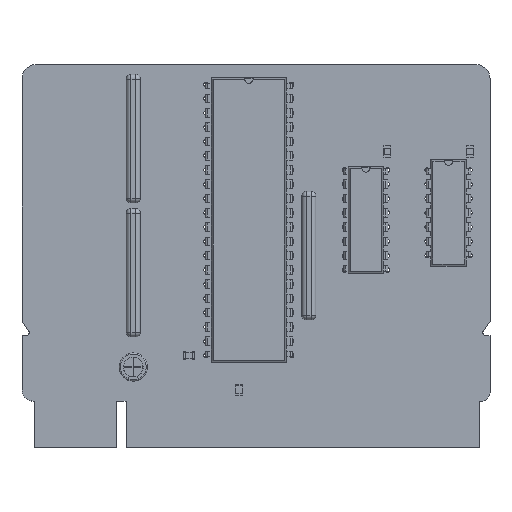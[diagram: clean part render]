
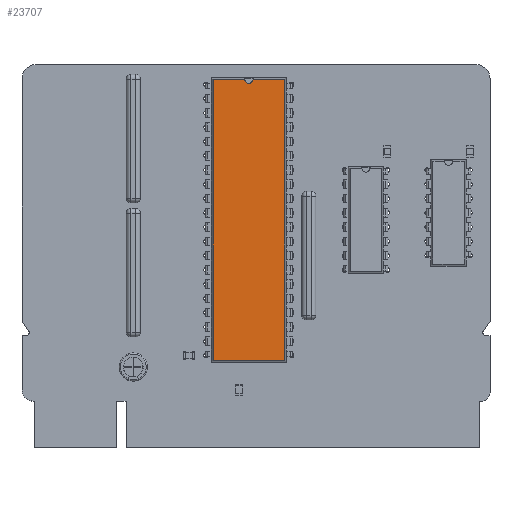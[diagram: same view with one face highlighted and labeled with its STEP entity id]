
A CAD part, top view. The second image highlights one B-rep face of the part: STEP entity #23707.
In plain terms, the highlighted planar face has unit normal (0, 0, 1).
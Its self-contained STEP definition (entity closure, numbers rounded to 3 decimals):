
#15283 = VERTEX_POINT('',#15284);
#15284 = CARTESIAN_POINT('',(13.952,0.871,3.68));
#15289 = EDGE_CURVE('',#15290,#15283,#15292,.T.);
#15290 = VERTEX_POINT('',#15291);
#15291 = CARTESIAN_POINT('',(13.952,-49.131,3.68));
#15292 = LINE('',#15293,#15294);
#15293 = CARTESIAN_POINT('',(13.952,-49.131,3.68));
#15294 = VECTOR('',#15295,1.);
#15295 = DIRECTION('',(0.,1.,0.));
#19249 = VERTEX_POINT('',#19250);
#19250 = CARTESIAN_POINT('',(1.288,0.871,3.68));
#19255 = EDGE_CURVE('',#19256,#19249,#19258,.T.);
#19256 = VERTEX_POINT('',#19257);
#19257 = CARTESIAN_POINT('',(6.874,0.871,3.68));
#19258 = LINE('',#19259,#19260);
#19259 = CARTESIAN_POINT('',(13.952,0.871,3.68));
#19260 = VECTOR('',#19261,1.);
#19261 = DIRECTION('',(-1.,0.,0.));
#19476 = VERTEX_POINT('',#19477);
#19477 = CARTESIAN_POINT('',(8.366,0.871,3.68));
#19581 = EDGE_CURVE('',#15283,#19476,#19582,.T.);
#19582 = LINE('',#19583,#19584);
#19583 = CARTESIAN_POINT('',(13.952,0.871,3.68));
#19584 = VECTOR('',#19585,1.);
#19585 = DIRECTION('',(-1.,0.,0.));
#19737 = VERTEX_POINT('',#19738);
#19738 = CARTESIAN_POINT('',(1.288,-49.131,3.68));
#19743 = EDGE_CURVE('',#19249,#19737,#19744,.T.);
#19744 = LINE('',#19745,#19746);
#19745 = CARTESIAN_POINT('',(1.288,0.871,3.68));
#19746 = VECTOR('',#19747,1.);
#19747 = DIRECTION('',(0.,-1.,0.));
#23696 = EDGE_CURVE('',#19737,#15290,#23697,.T.);
#23697 = LINE('',#23698,#23699);
#23698 = CARTESIAN_POINT('',(1.288,-49.131,3.68));
#23699 = VECTOR('',#23700,1.);
#23700 = DIRECTION('',(1.,0.,0.));
#23707 = ADVANCED_FACE('',(#23708),#23731,.F.);
#23708 = FACE_BOUND('',#23709,.F.);
#23709 = EDGE_LOOP('',(#23710,#23711,#23712,#23713,#23714,#23723,#23730)
  );
#23710 = ORIENTED_EDGE('',*,*,#15289,.F.);
#23711 = ORIENTED_EDGE('',*,*,#23696,.F.);
#23712 = ORIENTED_EDGE('',*,*,#19743,.F.);
#23713 = ORIENTED_EDGE('',*,*,#19255,.F.);
#23714 = ORIENTED_EDGE('',*,*,#23715,.F.);
#23715 = EDGE_CURVE('',#23716,#19256,#23718,.T.);
#23716 = VERTEX_POINT('',#23717);
#23717 = CARTESIAN_POINT('',(7.62,0.196,3.68));
#23718 = CIRCLE('',#23719,0.75);
#23719 = AXIS2_PLACEMENT_3D('',#23720,#23721,#23722);
#23720 = CARTESIAN_POINT('',(7.62,0.946,3.68));
#23721 = DIRECTION('',(0.,-0.,-1.));
#23722 = DIRECTION('',(0.,-1.,0.));
#23723 = ORIENTED_EDGE('',*,*,#23724,.F.);
#23724 = EDGE_CURVE('',#19476,#23716,#23725,.T.);
#23725 = CIRCLE('',#23726,0.75);
#23726 = AXIS2_PLACEMENT_3D('',#23727,#23728,#23729);
#23727 = CARTESIAN_POINT('',(7.62,0.946,3.68));
#23728 = DIRECTION('',(0.,-0.,-1.));
#23729 = DIRECTION('',(0.,-1.,0.));
#23730 = ORIENTED_EDGE('',*,*,#19581,.F.);
#23731 = PLANE('',#23732);
#23732 = AXIS2_PLACEMENT_3D('',#23733,#23734,#23735);
#23733 = CARTESIAN_POINT('',(13.952,-49.131,3.68));
#23734 = DIRECTION('',(-0.,0.,-1.));
#23735 = DIRECTION('',(-0.246,0.969,0.));
